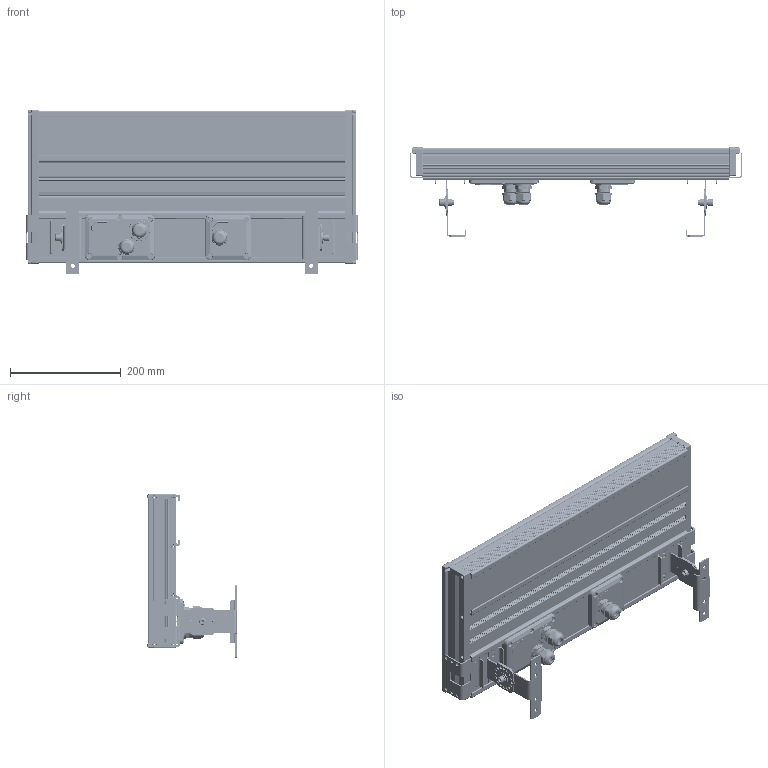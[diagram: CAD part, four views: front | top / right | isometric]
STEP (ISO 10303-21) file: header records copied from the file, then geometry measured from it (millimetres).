
FILE_DESCRIPTION (( 'STEP AP214' ), '1' );
FILE_NAME ('MD4-0412T.STEP', '2018-09-12T15:49:12', ( '' ), ( '' ), 'SwSTEP 2.0', 'SolidWorks 2017', '' );
FILE_SCHEMA (( 'AUTOMOTIVE_DESIGN' ));
Length unit declared in the file: inch
Products named in the file (1): MD4-0412T
Bounding box: 599.5 x 161.64 x 296.79 mm (x, y, z)
Volume: 2223398.4 mm3; surface area: 1617912.4 mm2
Topology: 39 solids, 39 shells, 5737 faces, 14358 edges, 8633 vertices
Faces by surface type: cylinder 1952, plane 1603, bspline 1215, cone 564, torus 224, sphere 179
Full cylindrical faces by diameter (mm): 2.32 x14, 2.819 x1, 3 x12, 3.2 x2, 3.454 x10, 3.658 x12, 4.039 x4, 4.14 x1, 4.826 x12, 5.105 x38, 5.6 x1, 6 x2, 6.528 x2, 6.756 x12, 7.142 x12, 7.938 x2, 8.433 x2, 8.738 x2, 10.43 x2, 10.49 x2, 11.908 x2, 12 x2, 12.7 x2, 13.55 x3, 15.3 x3, 16 x2, 17.2 x1, 17.25 x4, 19.8 x1, 19.928 x3
Entity records: 206860 total; most frequent: CARTESIAN_POINT 86519, ORIENTED_EDGE 25932, DIRECTION 22209, EDGE_CURVE 12966, AXIS2_PLACEMENT_3D 8424, VERTEX_POINT 8165, EDGE_LOOP 6877, FACE_OUTER_BOUND 6132
